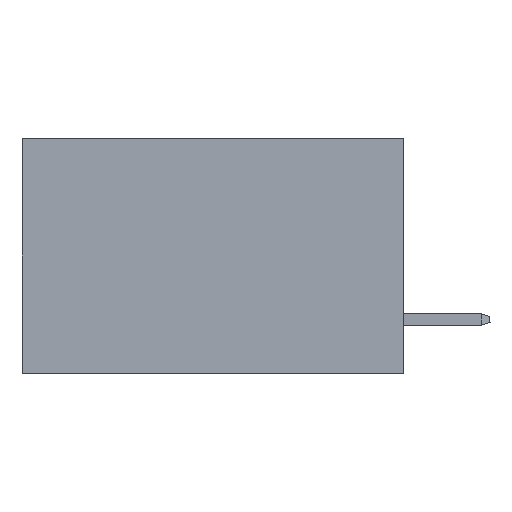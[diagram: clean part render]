
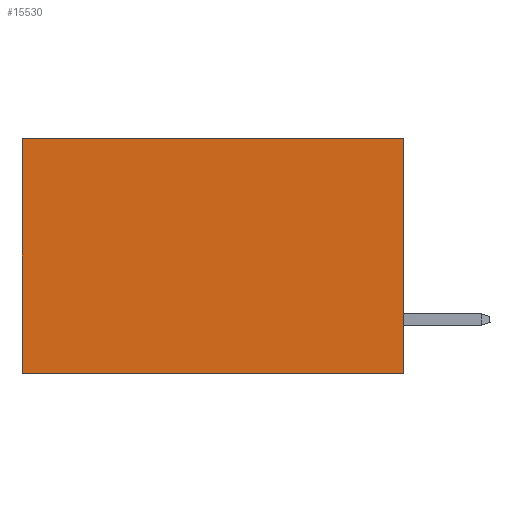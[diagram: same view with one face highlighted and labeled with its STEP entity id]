
A CAD part, left-side view. The second image highlights one B-rep face of the part: STEP entity #15530.
In plain terms, the highlighted planar face has unit normal (-1, 0, 0).
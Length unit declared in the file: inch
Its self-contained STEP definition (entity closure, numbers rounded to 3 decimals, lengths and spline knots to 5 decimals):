
#3811 = CARTESIAN_POINT ( 'NONE',  ( 0.2875, 0., 0. ) ) ;
#3832 = DIRECTION ( 'NONE',  ( 0., 0., -1. ) ) ;
#6054 = VERTEX_POINT ( 'NONE', #16698 ) ;
#6856 = FACE_OUTER_BOUND ( 'NONE', #15503, .T. ) ;
#6898 = LINE ( 'NONE', #10563, #25783 ) ;
#8060 = EDGE_CURVE ( 'NONE', #27171, #22956, #6898, .T. ) ;
#8555 = ORIENTED_EDGE ( 'NONE', *, *, #29805, .T. ) ;
#10209 = CARTESIAN_POINT ( 'NONE',  ( 0.2875, 0., 0. ) ) ;
#10563 = CARTESIAN_POINT ( 'NONE',  ( 0.2875, 0., 0. ) ) ;
#15369 = ORIENTED_EDGE ( 'NONE', *, *, #8060, .F. ) ;
#15412 = PLANE ( 'NONE',  #31780 ) ;
#15503 = EDGE_LOOP ( 'NONE', ( #8555, #19454, #15369, #37354 ) ) ;
#15530 = ADVANCED_FACE ( 'NONE', ( #6856 ), #15412, .F. ) ;
#16698 = CARTESIAN_POINT ( 'NONE',  ( 0.2875, 0.6, -0.37 ) ) ;
#17140 = LINE ( 'NONE', #23037, #35424 ) ;
#18334 = VERTEX_POINT ( 'NONE', #38912 ) ;
#19070 = CARTESIAN_POINT ( 'NONE',  ( 0.2875, 0., 0. ) ) ;
#19454 = ORIENTED_EDGE ( 'NONE', *, *, #38726, .F. ) ;
#22956 = VERTEX_POINT ( 'NONE', #37583 ) ;
#23037 = CARTESIAN_POINT ( 'NONE',  ( 0.2875, 0., -0.37 ) ) ;
#24225 = CARTESIAN_POINT ( 'NONE',  ( 0.2875, 0.6, 0. ) ) ;
#25783 = VECTOR ( 'NONE', #35108, 39.37008 ) ;
#27171 = VERTEX_POINT ( 'NONE', #3811 ) ;
#27314 = VECTOR ( 'NONE', #37780, 39.37008 ) ;
#27770 = DIRECTION ( 'NONE',  ( 1., 0., 0. ) ) ;
#29805 = EDGE_CURVE ( 'NONE', #18334, #6054, #35964, .T. ) ;
#31780 = AXIS2_PLACEMENT_3D ( 'NONE', #19070, #27770, #3832 ) ;
#31909 = LINE ( 'NONE', #10209, #27314 ) ;
#35108 = DIRECTION ( 'NONE',  ( 0., 0., -1. ) ) ;
#35364 = DIRECTION ( 'NONE',  ( 0., 1., 0. ) ) ;
#35424 = VECTOR ( 'NONE', #35364, 39.37008 ) ;
#35718 = VECTOR ( 'NONE', #36559, 39.37008 ) ;
#35964 = LINE ( 'NONE', #24225, #35718 ) ;
#36181 = EDGE_CURVE ( 'NONE', #27171, #18334, #31909, .T. ) ;
#36559 = DIRECTION ( 'NONE',  ( 0., 0., -1. ) ) ;
#37354 = ORIENTED_EDGE ( 'NONE', *, *, #36181, .T. ) ;
#37583 = CARTESIAN_POINT ( 'NONE',  ( 0.2875, 0., -0.37 ) ) ;
#37780 = DIRECTION ( 'NONE',  ( 0., 1., 0. ) ) ;
#38726 = EDGE_CURVE ( 'NONE', #22956, #6054, #17140, .T. ) ;
#38912 = CARTESIAN_POINT ( 'NONE',  ( 0.2875, 0.6, 0. ) ) ;
